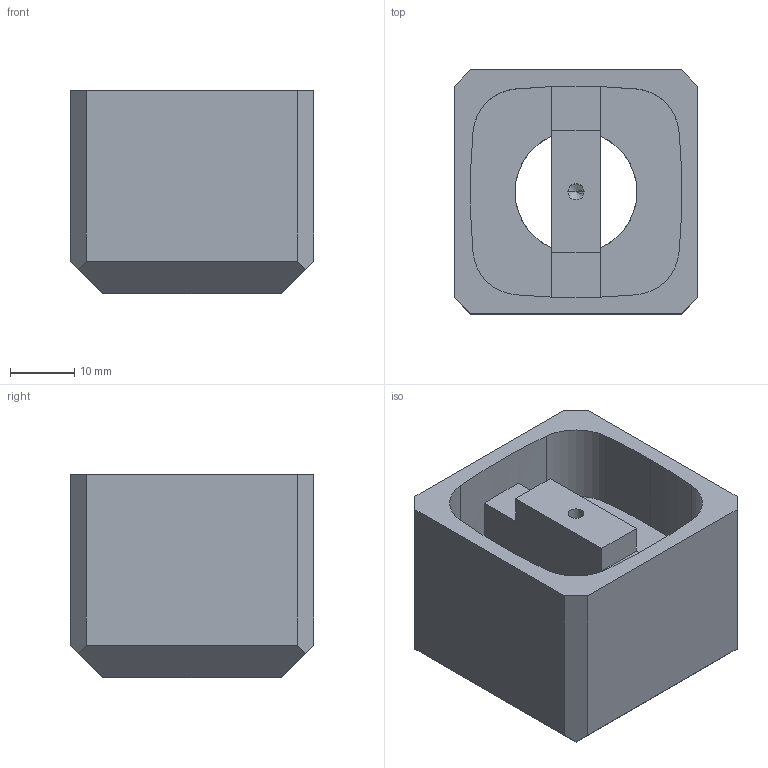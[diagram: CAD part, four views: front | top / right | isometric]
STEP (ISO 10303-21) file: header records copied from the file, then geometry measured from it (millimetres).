
FILE_DESCRIPTION (( 'STEP AP203' ), '1' );
FILE_NAME ('F_001485.STEP', '2022-09-26T11:55:24', ( '' ), ( '' ), 'SwSTEP 2.0', 'SolidWorks 2021', '' );
FILE_SCHEMA (( 'CONFIG_CONTROL_DESIGN' ));
Length unit declared in the file: inch
Products named in the file (1): F_001485
Bounding box: 38.1 x 38.1 x 31.75 mm (x, y, z)
Volume: 26258.5 mm3; surface area: 9992.4 mm2
Topology: 1 solids, 1 shells, 41 faces, 122 edges, 78 vertices
Faces by surface type: plane 24, cylinder 13, sphere 2, cone 2
Entity records: 1416 total; most frequent: DIRECTION 239, CARTESIAN_POINT 232, ORIENTED_EDGE 230, EDGE_CURVE 115, AXIS2_PLACEMENT_3D 82, LINE 75, VECTOR 75, VERTEX_POINT 75
